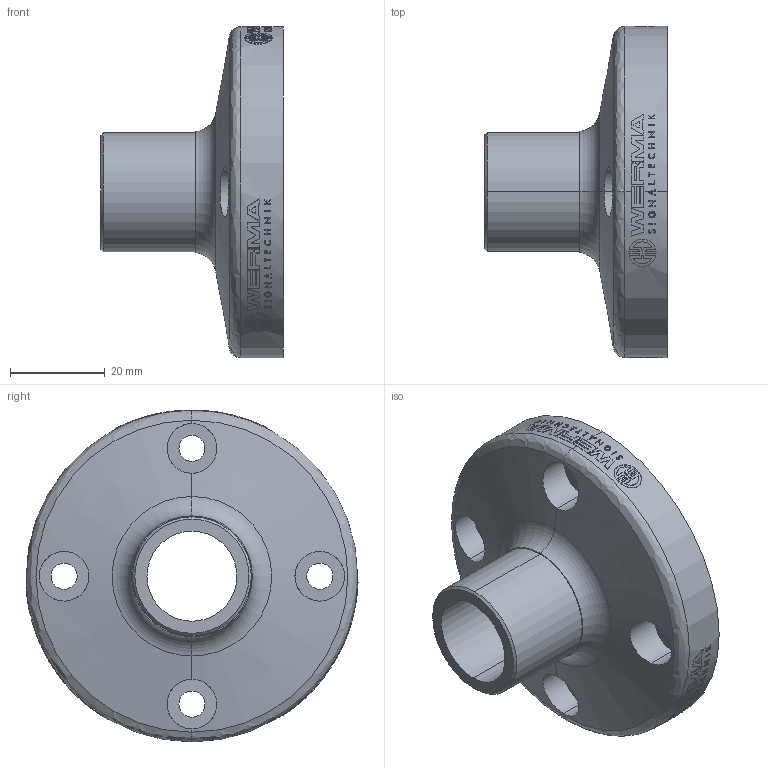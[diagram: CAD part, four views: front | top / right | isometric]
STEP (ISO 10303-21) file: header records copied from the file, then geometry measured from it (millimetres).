
FILE_DESCRIPTION (( 'STEP AP214' ), '1' );
FILE_NAME ('97584090.step', '2016-03-14T14:24:14', ( '' ), ( '' ), 'SwSTEP 2.0', 'SolidWorks 2015', '' );
FILE_SCHEMA (( 'AUTOMOTIVE_DESIGN' ));
Length unit declared in the file: inch
Products named in the file (1): 97584090
Bounding box: 38.5 x 70.11 x 70.1 mm (x, y, z)
Volume: 46516 mm3; surface area: 14725.4 mm2
Topology: 1 solids, 1 shells, 808 faces, 2172 edges, 1444 vertices
Faces by surface type: plane 531, cylinder 269, cone 4, bspline 2, torus 2
Entity records: 38738 total; most frequent: CARTESIAN_POINT 8792, ORIENTED_EDGE 4344, DIRECTION 3688, EDGE_CURVE 2172, VERTEX_POINT 1444, AXIS2_PLACEMENT_3D 1290, VECTOR 1108, LINE 1108
